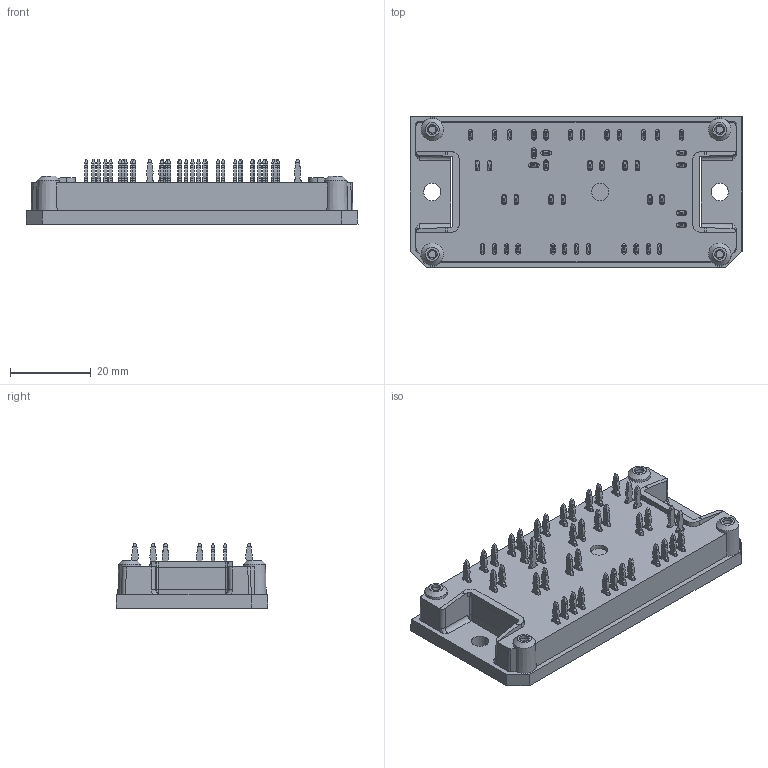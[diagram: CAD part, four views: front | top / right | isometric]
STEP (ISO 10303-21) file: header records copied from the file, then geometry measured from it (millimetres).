
FILE_DESCRIPTION(/* description */ ('Unknown'),/* implementation_level */ '2;1');
FILE_NAME(/* name */ 'Flow1-4T12Y-M890(440)-01-OL',/* time_stamp */ '2017-01-14T12:06:58+01:00',/* author */ ('Unknown'),/* organization */ ('Unknown'),/* preprocessor_version */ 'ST-DEVELOPER v16',/* originating_system */ 'DEX',/* authorisation */ $);
FILE_SCHEMA (('AP242_MANAGED_MODEL_BASED_3D_ENGINEERING_MIM_LF { 1 0 10303 442 1 1 4 }','AUTOMOTIVE_DESIGN {1 0 10303 214 3 1 1}'));
Length unit declared in the file: millimetre
Products named in the file (1): Flow1-4T12Y-M890-01-OL
Bounding box: 82 x 37.4 x 16.23 mm (x, y, z)
Volume: 25965.5 mm3; surface area: 11956.1 mm2
Topology: 1 solids, 1 shells, 1239 faces, 3406 edges, 2263 vertices
Faces by surface type: plane 814, cylinder 405, cone 16, bspline 4
Full cylindrical faces by diameter (mm): 2.4 x4, 4.3 x3
Entity records: 47905 total; most frequent: CARTESIAN_POINT 6996, ORIENTED_EDGE 6740, DIRECTION 6676, EDGE_CURVE 3370, LINE 2512, VECTOR 2512, VERTEX_POINT 2250, AXIS2_PLACEMENT_3D 2082
